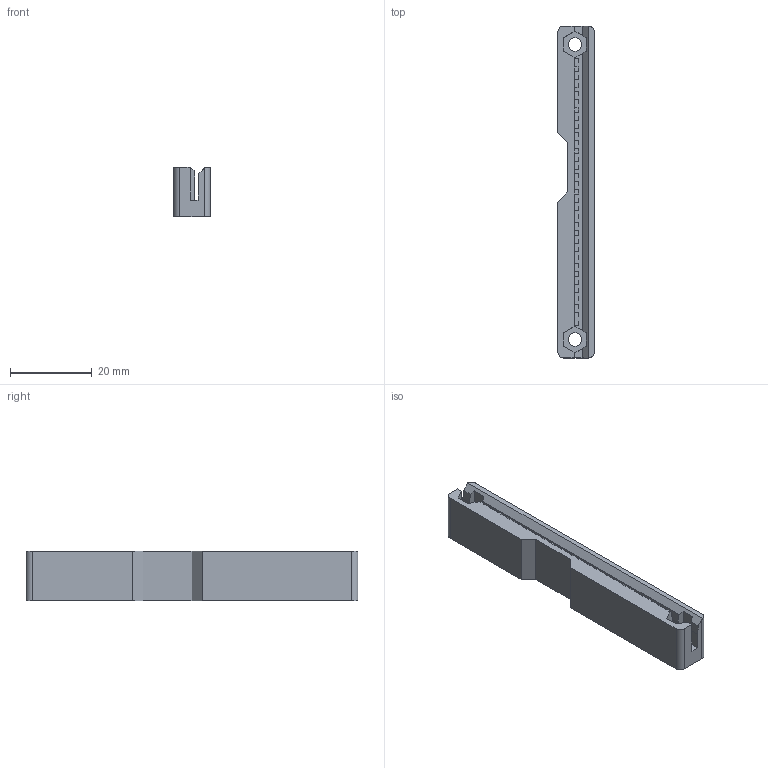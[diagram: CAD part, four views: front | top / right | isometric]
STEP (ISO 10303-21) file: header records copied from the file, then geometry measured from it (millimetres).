
FILE_DESCRIPTION(/* description */ (''),/* implementation_level */ '2;1');
FILE_NAME(/* name */ 'x belt holder v9.step',/* time_stamp */ '2019-01-05T19:11:49-06:00',/* author */ ('***REMOVED***'),/* organization */ (''),/* preprocessor_version */ 'ST-DEVELOPER v17.2',/* originating_system */ 'Autodesk Translation Framework v7.6.0.251',/* authorisation */ '');
FILE_SCHEMA (('AUTOMOTIVE_DESIGN { 1 0 10303 214 3 1 1 }'));
Length unit declared in the file: millimetre
Products named in the file (2): x belt holder; belt holder
Assembly tree (1 placements, depth 2):
  x belt holder
    belt holder
Bounding box: 8.95 x 81 x 12 mm (x, y, z)
Volume: 6722.1 mm3; surface area: 5422.3 mm2
Topology: 1 solids, 1 shells, 242 faces, 720 edges, 480 vertices
Faces by surface type: plane 236, cylinder 6
Full cylindrical faces by diameter (mm): 3.3 x2
Entity records: 8019 total; most frequent: CARTESIAN_POINT 1445, ORIENTED_EDGE 1440, DIRECTION 1224, EDGE_CURVE 720, LINE 706, VECTOR 706, VERTEX_POINT 480, AXIS2_PLACEMENT_3D 259
